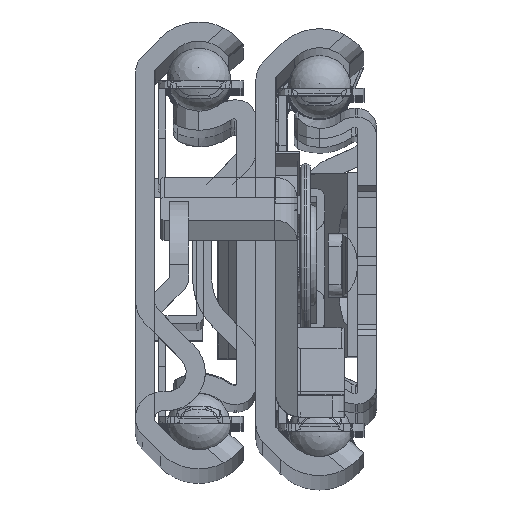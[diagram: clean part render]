
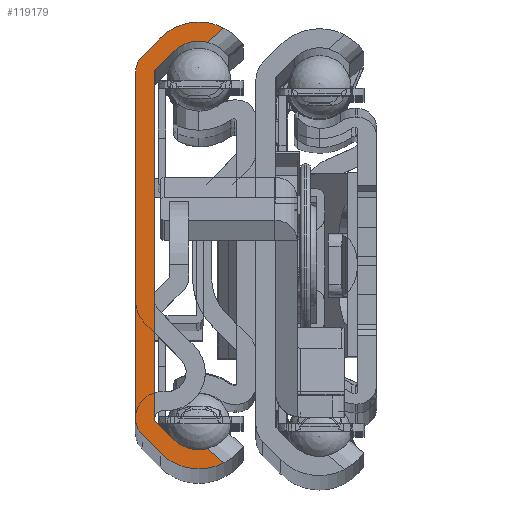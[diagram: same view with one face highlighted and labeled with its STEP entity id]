
A CAD part, top view. The second image highlights one B-rep face of the part: STEP entity #119179.
In plain terms, the highlighted planar face has unit normal (0, 0, 1).
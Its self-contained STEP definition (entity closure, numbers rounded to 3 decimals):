
#9353=PLANE('',#125788);
#11959=FACE_OUTER_BOUND('',#18244,.T.);
#18244=EDGE_LOOP('',(#76467,#76468,#76469,#76470,#76471,#76472,#76473,#76474,
#76475,#76476,#76477,#76478,#76479,#76480,#76481,#76482));
#24901=LINE('',#166098,#32196);
#24951=LINE('',#166320,#32246);
#25042=LINE('',#166653,#32337);
#25043=LINE('',#166658,#32338);
#25044=LINE('',#166663,#32339);
#25045=LINE('',#166666,#32340);
#25046=LINE('',#166668,#32341);
#25047=LINE('',#166672,#32342);
#32196=VECTOR('',#137394,10.);
#32246=VECTOR('',#137516,10.);
#32337=VECTOR('',#137781,10.);
#32338=VECTOR('',#137786,10.);
#32339=VECTOR('',#137791,10.);
#32340=VECTOR('',#137794,10.);
#32341=VECTOR('',#137795,10.);
#32342=VECTOR('',#137800,10.);
#39081=CIRCLE('',#125782,4.3);
#39082=CIRCLE('',#125786,4.3);
#39083=CIRCLE('',#125789,2.8);
#39084=CIRCLE('',#125790,0.3);
#39085=CIRCLE('',#125791,0.3);
#39086=CIRCLE('',#125792,2.8);
#39087=CIRCLE('',#125793,1.8);
#39088=CIRCLE('',#125794,1.8);
#44181=VERTEX_POINT('',#166096);
#44182=VERTEX_POINT('',#166097);
#44249=VERTEX_POINT('',#166318);
#44250=VERTEX_POINT('',#166319);
#44314=VERTEX_POINT('',#166572);
#44315=VERTEX_POINT('',#166583);
#44320=VERTEX_POINT('',#166621);
#44321=VERTEX_POINT('',#166623);
#44323=VERTEX_POINT('',#166638);
#44324=VERTEX_POINT('',#166655);
#44325=VERTEX_POINT('',#166657);
#44326=VERTEX_POINT('',#166660);
#44327=VERTEX_POINT('',#166662);
#44328=VERTEX_POINT('',#166664);
#44329=VERTEX_POINT('',#166667);
#44330=VERTEX_POINT('',#166670);
#56735=EDGE_CURVE('',#44181,#44182,#24901,.T.);
#56815=EDGE_CURVE('',#44249,#44250,#24951,.T.);
#56932=EDGE_CURVE('',#44314,#44315,#39081,.T.);
#56941=EDGE_CURVE('',#44320,#44321,#39082,.T.);
#56945=EDGE_CURVE('',#44323,#44314,#25042,.T.);
#56946=EDGE_CURVE('',#44324,#44323,#39083,.T.);
#56947=EDGE_CURVE('',#44325,#44324,#25043,.T.);
#56948=EDGE_CURVE('',#44182,#44325,#39084,.T.);
#56949=EDGE_CURVE('',#44326,#44181,#39085,.T.);
#56950=EDGE_CURVE('',#44327,#44326,#25044,.T.);
#56951=EDGE_CURVE('',#44328,#44327,#39086,.T.);
#56952=EDGE_CURVE('',#44321,#44328,#25045,.T.);
#56953=EDGE_CURVE('',#44329,#44320,#25046,.T.);
#56954=EDGE_CURVE('',#44250,#44329,#39087,.T.);
#56955=EDGE_CURVE('',#44330,#44249,#39088,.T.);
#56956=EDGE_CURVE('',#44315,#44330,#25047,.T.);
#76467=ORIENTED_EDGE('',*,*,#56945,.F.);
#76468=ORIENTED_EDGE('',*,*,#56946,.F.);
#76469=ORIENTED_EDGE('',*,*,#56947,.F.);
#76470=ORIENTED_EDGE('',*,*,#56948,.F.);
#76471=ORIENTED_EDGE('',*,*,#56735,.F.);
#76472=ORIENTED_EDGE('',*,*,#56949,.F.);
#76473=ORIENTED_EDGE('',*,*,#56950,.F.);
#76474=ORIENTED_EDGE('',*,*,#56951,.F.);
#76475=ORIENTED_EDGE('',*,*,#56952,.F.);
#76476=ORIENTED_EDGE('',*,*,#56941,.F.);
#76477=ORIENTED_EDGE('',*,*,#56953,.F.);
#76478=ORIENTED_EDGE('',*,*,#56954,.F.);
#76479=ORIENTED_EDGE('',*,*,#56815,.F.);
#76480=ORIENTED_EDGE('',*,*,#56955,.F.);
#76481=ORIENTED_EDGE('',*,*,#56956,.F.);
#76482=ORIENTED_EDGE('',*,*,#56932,.F.);
#119179=ADVANCED_FACE('',(#11959),#9353,.T.);
#125782=AXIS2_PLACEMENT_3D('',#166584,#137762,#137763);
#125786=AXIS2_PLACEMENT_3D('',#166624,#137776,#137777);
#125788=AXIS2_PLACEMENT_3D('',#166654,#137782,#137783);
#125789=AXIS2_PLACEMENT_3D('',#166656,#137784,#137785);
#125790=AXIS2_PLACEMENT_3D('',#166659,#137787,#137788);
#125791=AXIS2_PLACEMENT_3D('',#166661,#137789,#137790);
#125792=AXIS2_PLACEMENT_3D('',#166665,#137792,#137793);
#125793=AXIS2_PLACEMENT_3D('',#166669,#137796,#137797);
#125794=AXIS2_PLACEMENT_3D('',#166671,#137798,#137799);
#137394=DIRECTION('',(0.,-1.,0.));
#137516=DIRECTION('',(0.,1.,0.));
#137762=DIRECTION('center_axis',(0.,0.,-1.));
#137763=DIRECTION('ref_axis',(0.707,0.707,0.));
#137776=DIRECTION('center_axis',(0.,0.,-1.));
#137777=DIRECTION('ref_axis',(-0.814,-0.581,0.));
#137781=DIRECTION('',(0.751,-0.66,0.));
#137782=DIRECTION('center_axis',(0.,0.,1.));
#137783=DIRECTION('ref_axis',(1.,0.,0.));
#137784=DIRECTION('center_axis',(0.,0.,1.));
#137785=DIRECTION('ref_axis',(-0.707,-0.707,0.));
#137786=DIRECTION('',(0.707,-0.707,0.));
#137787=DIRECTION('center_axis',(0.,0.,1.));
#137788=DIRECTION('ref_axis',(-1.,0.,0.));
#137789=DIRECTION('center_axis',(0.,0.,1.));
#137790=DIRECTION('ref_axis',(-0.707,0.707,0.));
#137791=DIRECTION('',(-0.707,-0.707,0.));
#137792=DIRECTION('center_axis',(0.,0.,1.));
#137793=DIRECTION('ref_axis',(0.844,0.536,0.));
#137794=DIRECTION('',(-0.751,-0.66,0.));
#137795=DIRECTION('',(0.707,0.707,0.));
#137796=DIRECTION('center_axis',(0.,0.,-1.));
#137797=DIRECTION('ref_axis',(0.707,-0.707,0.));
#137798=DIRECTION('center_axis',(0.,0.,-1.));
#137799=DIRECTION('ref_axis',(1.,0.,0.));
#137800=DIRECTION('',(-0.707,0.707,0.));
#166096=CARTESIAN_POINT('',(1.5,13.636,480.5));
#166097=CARTESIAN_POINT('',(1.5,-13.636,480.5));
#166098=CARTESIAN_POINT('',(1.5,13.636,480.5));
#166318=CARTESIAN_POINT('',(0.,-13.636,480.5));
#166319=CARTESIAN_POINT('',(0.,13.636,480.5));
#166320=CARTESIAN_POINT('',(0.,-13.636,480.5));
#166572=CARTESIAN_POINT('',(6.974,-17.12,480.5));
#166583=CARTESIAN_POINT('',(1.959,-16.341,480.5));
#166584=CARTESIAN_POINT('Origin',(5.,-13.3,480.5));
#166621=CARTESIAN_POINT('',(1.959,16.341,480.5));
#166623=CARTESIAN_POINT('',(6.974,17.12,480.5));
#166624=CARTESIAN_POINT('Origin',(5.,13.3,480.5));
#166638=CARTESIAN_POINT('',(5.71,-16.009,480.5));
#166653=CARTESIAN_POINT('',(0.935,-11.813,480.5));
#166654=CARTESIAN_POINT('Origin',(2.262,0.,
480.5));
#166655=CARTESIAN_POINT('',(3.02,-15.28,480.5));
#166656=CARTESIAN_POINT('Origin',(5.,-13.3,480.5));
#166657=CARTESIAN_POINT('',(1.588,-13.848,480.5));
#166658=CARTESIAN_POINT('',(1.588,-13.848,480.5));
#166659=CARTESIAN_POINT('Origin',(1.8,-13.636,480.5));
#166660=CARTESIAN_POINT('',(1.588,13.848,480.5));
#166661=CARTESIAN_POINT('Origin',(1.8,13.636,480.5));
#166662=CARTESIAN_POINT('',(3.02,15.28,480.5));
#166663=CARTESIAN_POINT('',(3.02,15.28,480.5));
#166664=CARTESIAN_POINT('',(5.71,16.009,480.5));
#166665=CARTESIAN_POINT('Origin',(5.,13.3,480.5));
#166666=CARTESIAN_POINT('',(1.503,12.312,480.5));
#166667=CARTESIAN_POINT('',(0.527,14.908,480.5));
#166668=CARTESIAN_POINT('',(0.527,14.908,480.5));
#166669=CARTESIAN_POINT('Origin',(1.8,13.636,480.5));
#166670=CARTESIAN_POINT('',(0.527,-14.908,480.5));
#166671=CARTESIAN_POINT('Origin',(1.8,-13.636,480.5));
#166672=CARTESIAN_POINT('',(1.959,-16.341,480.5));
